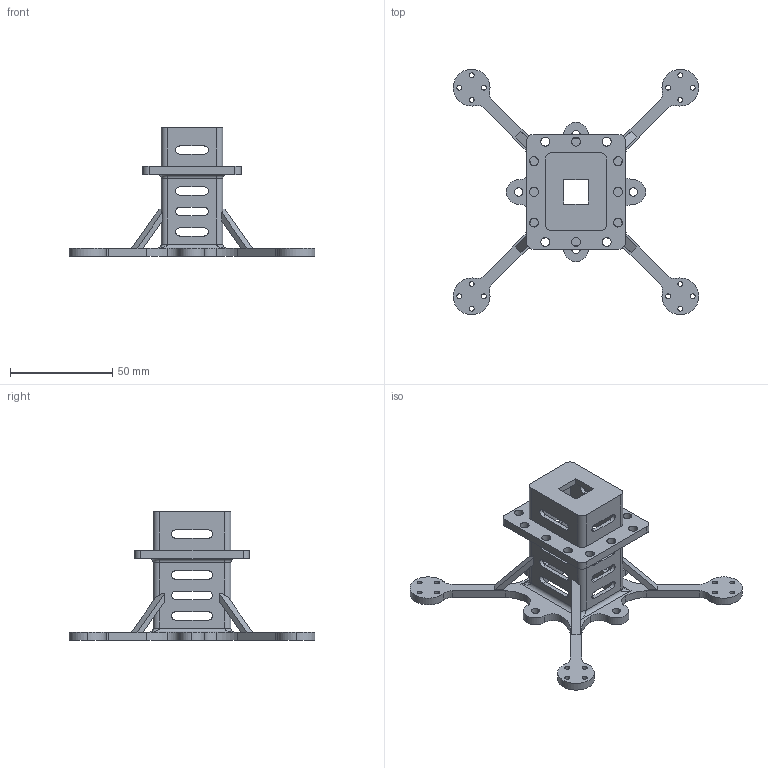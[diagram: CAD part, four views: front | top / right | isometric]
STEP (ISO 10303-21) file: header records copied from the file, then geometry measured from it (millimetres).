
FILE_DESCRIPTION (( 'STEP AP214' ), '1' );
FILE_NAME ('µç³Ø²Ö.STEP', '2025-07-14T08:28:15', ( '' ), ( '' ), 'SwSTEP 2.0', 'SolidWorks 2022', '' );
FILE_SCHEMA (( 'AUTOMOTIVE_DESIGN' ));
Length unit declared in the file: millimetre
Products named in the file (1): 萇喀累
Bounding box: 120 x 120 x 63 mm (x, y, z)
Volume: 34766.4 mm3; surface area: 30333.5 mm2
Topology: 1 solids, 1 shells, 255 faces, 743 edges, 486 vertices
Faces by surface type: cylinder 161, plane 86, bspline 4, torus 4
Entity records: 8929 total; most frequent: CARTESIAN_POINT 1717, DIRECTION 1545, ORIENTED_EDGE 1478, EDGE_CURVE 739, AXIS2_PLACEMENT_3D 570, VERTEX_POINT 486, LINE 405, VECTOR 405
